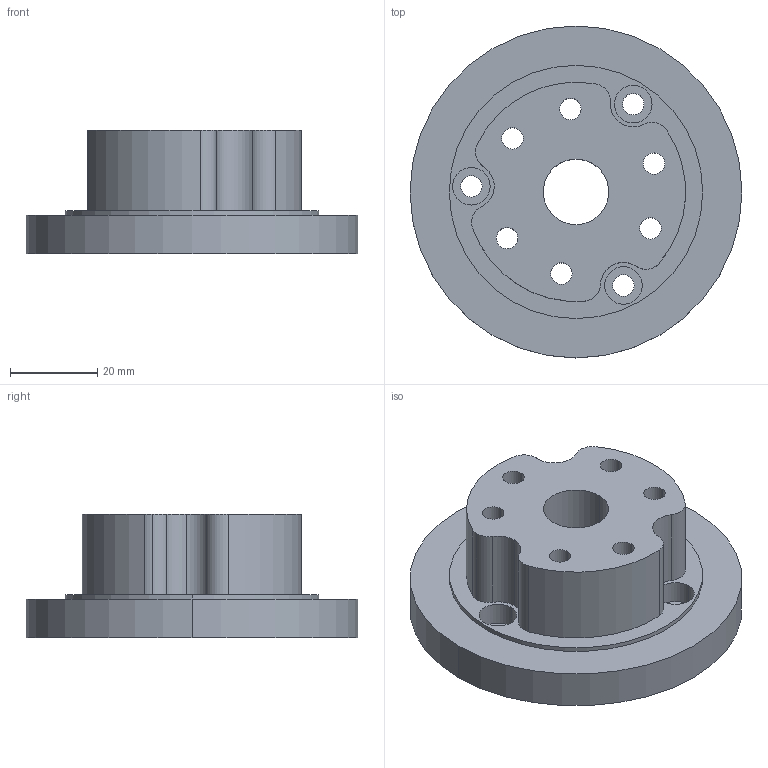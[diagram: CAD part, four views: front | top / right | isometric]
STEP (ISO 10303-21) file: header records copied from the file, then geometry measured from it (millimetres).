
FILE_DESCRIPTION (( 'STEP AP214' ), '1' );
FILE_NAME ('J2_output_shaft.STEP', '2021-04-07T09:52:49', ( '' ), ( '' ), 'SwSTEP 2.0', 'SolidWorks 2020', '' );
FILE_SCHEMA (( 'AUTOMOTIVE_DESIGN' ));
Length unit declared in the file: millimetre
Products named in the file (1): J2_output_shaft
Bounding box: 76 x 76 x 28.35 mm (x, y, z)
Volume: 66831.6 mm3; surface area: 18363.1 mm2
Topology: 1 solids, 1 shells, 52 faces, 135 edges, 90 vertices
Faces by surface type: cylinder 45, plane 7
Entity records: 1723 total; most frequent: DIRECTION 331, CARTESIAN_POINT 278, ORIENTED_EDGE 270, AXIS2_PLACEMENT_3D 143, EDGE_CURVE 135, CIRCLE 90, VERTEX_POINT 90, EDGE_LOOP 77
